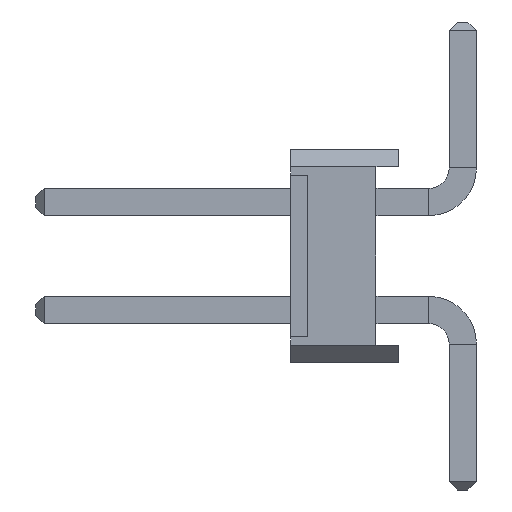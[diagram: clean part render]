
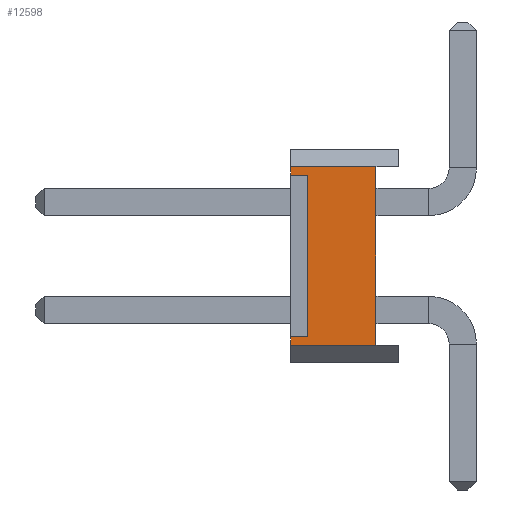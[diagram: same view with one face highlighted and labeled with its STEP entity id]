
A CAD part, left-side view. The second image highlights one B-rep face of the part: STEP entity #12598.
In plain terms, the highlighted planar face has unit normal (-1, 0, 0).
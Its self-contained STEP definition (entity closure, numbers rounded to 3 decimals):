
#13 = CARTESIAN_POINT ( 'NONE',  ( -1.27, 2.14, 1.9 ) ) ;
#70 = LINE ( 'NONE', #14972, #22372 ) ;
#764 = CARTESIAN_POINT ( 'NONE',  ( -1.27, 0.54, 2.1 ) ) ;
#1323 = CARTESIAN_POINT ( 'NONE',  ( -1.27, 2.54, 1.9 ) ) ;
#1383 = CARTESIAN_POINT ( 'NONE',  ( -1.27, 2.54, -1.9 ) ) ;
#1564 = EDGE_CURVE ( 'NONE', #11275, #15494, #17519, .T. ) ;
#2082 = DIRECTION ( 'NONE',  ( 0., 0., 1. ) ) ;
#3458 = VECTOR ( 'NONE', #23941, 1000. ) ;
#4051 = CARTESIAN_POINT ( 'NONE',  ( -1.27, 2.54, 2.1 ) ) ;
#4358 = EDGE_CURVE ( 'NONE', #7713, #16926, #9475, .T. ) ;
#4585 = VERTEX_POINT ( 'NONE', #13109 ) ;
#4965 = ORIENTED_EDGE ( 'NONE', *, *, #11155, .T. ) ;
#5164 = ORIENTED_EDGE ( 'NONE', *, *, #4358, .F. ) ;
#6067 = DIRECTION ( 'NONE',  ( 1., 0., 0. ) ) ;
#6217 = DIRECTION ( 'NONE',  ( 0., -1., 0. ) ) ;
#7067 = CARTESIAN_POINT ( 'NONE',  ( -1.27, 0.54, -2.1 ) ) ;
#7115 = EDGE_LOOP ( 'NONE', ( #27241, #4965, #15851, #21721, #5164, #20130, #18226, #25948 ) ) ;
#7470 = LINE ( 'NONE', #9075, #3458 ) ;
#7713 = VERTEX_POINT ( 'NONE', #20383 ) ;
#8481 = CARTESIAN_POINT ( 'NONE',  ( -1.27, 2.14, -1.9 ) ) ;
#8568 = LINE ( 'NONE', #4051, #19450 ) ;
#8681 = VERTEX_POINT ( 'NONE', #11752 ) ;
#9075 = CARTESIAN_POINT ( 'NONE',  ( -1.27, 2.54, -2.1 ) ) ;
#9120 = EDGE_CURVE ( 'NONE', #4585, #26245, #7470, .T. ) ;
#9475 = LINE ( 'NONE', #764, #25007 ) ;
#9816 = CARTESIAN_POINT ( 'NONE',  ( -1.27, 2.14, 1.9 ) ) ;
#9989 = VERTEX_POINT ( 'NONE', #12020 ) ;
#10283 = PLANE ( 'NONE',  #16234 ) ;
#11090 = DIRECTION ( 'NONE',  ( 0., 0., 1. ) ) ;
#11155 = EDGE_CURVE ( 'NONE', #8681, #26245, #21579, .T. ) ;
#11275 = VERTEX_POINT ( 'NONE', #13 ) ;
#11281 = LINE ( 'NONE', #16195, #22497 ) ;
#11752 = CARTESIAN_POINT ( 'NONE',  ( -1.27, 2.14, -1.9 ) ) ;
#12020 = CARTESIAN_POINT ( 'NONE',  ( -1.27, 2.54, 2.1 ) ) ;
#12529 = DIRECTION ( 'NONE',  ( 0., 1., 0. ) ) ;
#12561 = DIRECTION ( 'NONE',  ( 0., 1., 0. ) ) ;
#12598 = ADVANCED_FACE ( 'NONE', ( #26972 ), #10283, .F. ) ;
#13109 = CARTESIAN_POINT ( 'NONE',  ( -1.27, 2.54, -2.1 ) ) ;
#13310 = EDGE_CURVE ( 'NONE', #9989, #7713, #8568, .T. ) ;
#14972 = CARTESIAN_POINT ( 'NONE',  ( -1.27, 2.54, -2.1 ) ) ;
#15471 = VECTOR ( 'NONE', #12561, 1000. ) ;
#15494 = VERTEX_POINT ( 'NONE', #1323 ) ;
#15851 = ORIENTED_EDGE ( 'NONE', *, *, #9120, .F. ) ;
#16195 = CARTESIAN_POINT ( 'NONE',  ( -1.27, 2.54, -2.1 ) ) ;
#16234 = AXIS2_PLACEMENT_3D ( 'NONE', #16869, #6067, #19332 ) ;
#16501 = EDGE_CURVE ( 'NONE', #4585, #16926, #11281, .T. ) ;
#16869 = CARTESIAN_POINT ( 'NONE',  ( -1.27, 2.54, -2.1 ) ) ;
#16926 = VERTEX_POINT ( 'NONE', #7067 ) ;
#17519 = LINE ( 'NONE', #9816, #15471 ) ;
#18226 = ORIENTED_EDGE ( 'NONE', *, *, #20195, .F. ) ;
#18488 = EDGE_CURVE ( 'NONE', #8681, #11275, #18898, .T. ) ;
#18898 = LINE ( 'NONE', #23953, #20936 ) ;
#19332 = DIRECTION ( 'NONE',  ( 0., 0., -1. ) ) ;
#19450 = VECTOR ( 'NONE', #6217, 1000. ) ;
#20130 = ORIENTED_EDGE ( 'NONE', *, *, #13310, .F. ) ;
#20195 = EDGE_CURVE ( 'NONE', #15494, #9989, #70, .T. ) ;
#20383 = CARTESIAN_POINT ( 'NONE',  ( -1.27, 0.54, 2.1 ) ) ;
#20936 = VECTOR ( 'NONE', #11090, 1000. ) ;
#21579 = LINE ( 'NONE', #8481, #23234 ) ;
#21721 = ORIENTED_EDGE ( 'NONE', *, *, #16501, .T. ) ;
#22032 = DIRECTION ( 'NONE',  ( 0., 0., -1. ) ) ;
#22372 = VECTOR ( 'NONE', #2082, 1000. ) ;
#22497 = VECTOR ( 'NONE', #24453, 1000. ) ;
#23234 = VECTOR ( 'NONE', #12529, 1000. ) ;
#23941 = DIRECTION ( 'NONE',  ( 0., 0., 1. ) ) ;
#23953 = CARTESIAN_POINT ( 'NONE',  ( -1.27, 2.14, -1.9 ) ) ;
#24453 = DIRECTION ( 'NONE',  ( 0., -1., 0. ) ) ;
#25007 = VECTOR ( 'NONE', #22032, 1000. ) ;
#25948 = ORIENTED_EDGE ( 'NONE', *, *, #1564, .F. ) ;
#26245 = VERTEX_POINT ( 'NONE', #1383 ) ;
#26972 = FACE_OUTER_BOUND ( 'NONE', #7115, .T. ) ;
#27241 = ORIENTED_EDGE ( 'NONE', *, *, #18488, .F. ) ;
